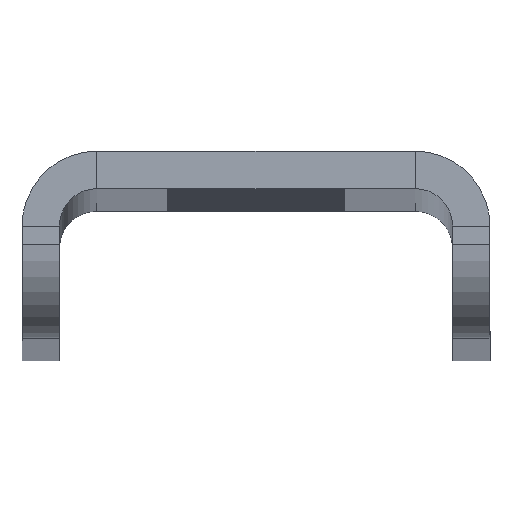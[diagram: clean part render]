
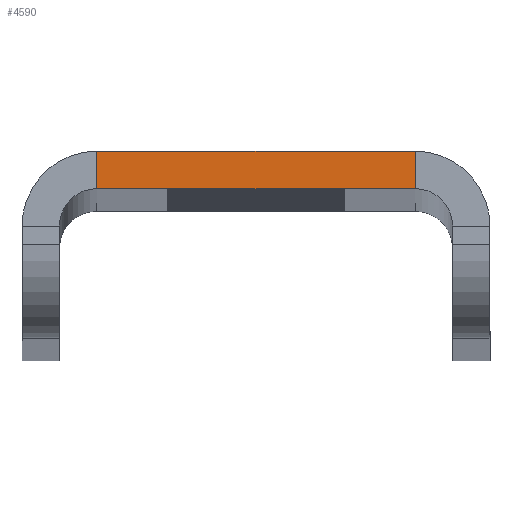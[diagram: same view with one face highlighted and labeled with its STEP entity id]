
A CAD part, top view. The second image highlights one B-rep face of the part: STEP entity #4590.
In plain terms, the highlighted planar face has unit normal (0, 0, 1).
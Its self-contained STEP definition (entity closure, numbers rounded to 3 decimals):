
#161 = DIRECTION ( 'NONE',  ( 0., 1., 0. ) ) ;
#198 = EDGE_CURVE ( 'NONE', #5115, #4280, #5148, .T. ) ;
#364 = FACE_OUTER_BOUND ( 'NONE', #3070, .T. ) ;
#426 = DIRECTION ( 'NONE',  ( 1., 0., 0. ) ) ;
#629 = CARTESIAN_POINT ( 'NONE',  ( 12.5, 0., 345.5 ) ) ;
#679 = CARTESIAN_POINT ( 'NONE',  ( -8.5, -2., 345.5 ) ) ;
#695 = CARTESIAN_POINT ( 'NONE',  ( 8.5, -2., 345.5 ) ) ;
#1052 = CARTESIAN_POINT ( 'NONE',  ( 8.5, -2., 345.5 ) ) ;
#1582 = VERTEX_POINT ( 'NONE', #3462 ) ;
#1747 = ORIENTED_EDGE ( 'NONE', *, *, #4640, .T. ) ;
#1973 = DIRECTION ( 'NONE',  ( 0., 0., 1. ) ) ;
#2245 = VECTOR ( 'NONE', #4641, 1000. ) ;
#2372 = CARTESIAN_POINT ( 'NONE',  ( 8.5, 0., 345.5 ) ) ;
#2395 = CARTESIAN_POINT ( 'NONE',  ( 12.5, -2., 345.5 ) ) ;
#2410 = ORIENTED_EDGE ( 'NONE', *, *, #3711, .F. ) ;
#2646 = ORIENTED_EDGE ( 'NONE', *, *, #198, .T. ) ;
#2987 = AXIS2_PLACEMENT_3D ( 'NONE', #2395, #1973, #3974 ) ;
#3070 = EDGE_LOOP ( 'NONE', ( #2410, #1747, #2646, #5759 ) ) ;
#3388 = VECTOR ( 'NONE', #161, 1000. ) ;
#3462 = CARTESIAN_POINT ( 'NONE',  ( -8.5, -2., 345.5 ) ) ;
#3593 = DIRECTION ( 'NONE',  ( 0., 1., 0. ) ) ;
#3711 = EDGE_CURVE ( 'NONE', #1582, #5830, #4658, .T. ) ;
#3849 = PLANE ( 'NONE',  #2987 ) ;
#3974 = DIRECTION ( 'NONE',  ( 1., 0., 0. ) ) ;
#3984 = EDGE_CURVE ( 'NONE', #5830, #4280, #5557, .T. ) ;
#4280 = VERTEX_POINT ( 'NONE', #2372 ) ;
#4345 = CARTESIAN_POINT ( 'NONE',  ( 12.5, -2., 345.5 ) ) ;
#4437 = LINE ( 'NONE', #4345, #4880 ) ;
#4590 = ADVANCED_FACE ( 'NONE', ( #364 ), #3849, .T. ) ;
#4640 = EDGE_CURVE ( 'NONE', #1582, #5115, #4437, .T. ) ;
#4641 = DIRECTION ( 'NONE',  ( 1., 0., 0. ) ) ;
#4658 = LINE ( 'NONE', #679, #3388 ) ;
#4880 = VECTOR ( 'NONE', #426, 1000. ) ;
#5115 = VERTEX_POINT ( 'NONE', #1052 ) ;
#5148 = LINE ( 'NONE', #695, #5983 ) ;
#5557 = LINE ( 'NONE', #629, #2245 ) ;
#5759 = ORIENTED_EDGE ( 'NONE', *, *, #3984, .F. ) ;
#5830 = VERTEX_POINT ( 'NONE', #6327 ) ;
#5983 = VECTOR ( 'NONE', #3593, 1000. ) ;
#6327 = CARTESIAN_POINT ( 'NONE',  ( -8.5, 0., 345.5 ) ) ;
